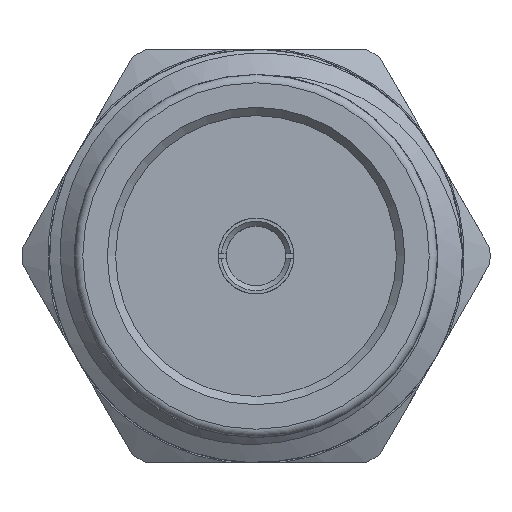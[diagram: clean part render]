
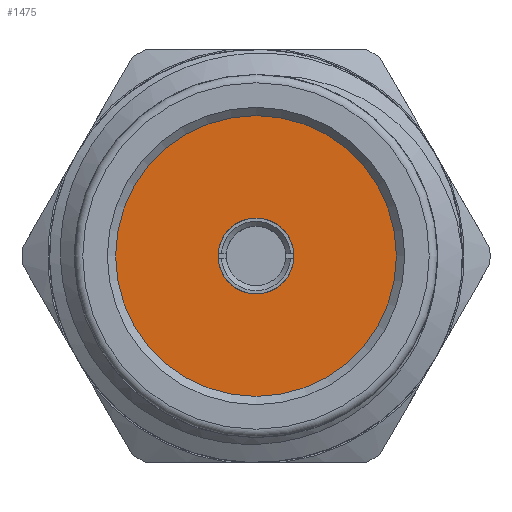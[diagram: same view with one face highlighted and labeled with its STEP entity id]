
A CAD part, left-side view. The second image highlights one B-rep face of the part: STEP entity #1475.
In plain terms, the highlighted planar face has unit normal (-1, 0, 0).
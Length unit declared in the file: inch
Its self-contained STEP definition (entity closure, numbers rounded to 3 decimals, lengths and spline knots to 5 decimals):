
#131 = CARTESIAN_POINT ( 'NONE',  ( 0.075, 0., 0. ) ) ;
#184 = CARTESIAN_POINT ( 'NONE',  ( 0.075, 0., 0. ) ) ;
#199 = CIRCLE ( 'NONE', #1197, 0.023 ) ;
#779 = DIRECTION ( 'NONE',  ( -1., 0., 0. ) ) ;
#847 = AXIS2_PLACEMENT_3D ( 'NONE', #184, #779, #2135 ) ;
#1135 = CARTESIAN_POINT ( 'NONE',  ( 0.075, 0., 0.085 ) ) ;
#1197 = AXIS2_PLACEMENT_3D ( 'NONE', #131, #2659, #1294 ) ;
#1294 = DIRECTION ( 'NONE',  ( 0., 0., 1. ) ) ;
#1354 = FACE_OUTER_BOUND ( 'NONE', #2593, .T. ) ;
#1368 = AXIS2_PLACEMENT_3D ( 'NONE', #2840, #1745, #2821 ) ;
#1475 = ADVANCED_FACE ( 'NONE', ( #3324, #1354 ), #2971, .T. ) ;
#1683 = VERTEX_POINT ( 'NONE', #2499 ) ;
#1745 = DIRECTION ( 'NONE',  ( -1., 0., 0. ) ) ;
#2036 = EDGE_LOOP ( 'NONE', ( #2513 ) ) ;
#2135 = DIRECTION ( 'NONE',  ( 0., 0., 1. ) ) ;
#2394 = ORIENTED_EDGE ( 'NONE', *, *, #3301, .T. ) ;
#2499 = CARTESIAN_POINT ( 'NONE',  ( 0.075, 0., 0.023 ) ) ;
#2513 = ORIENTED_EDGE ( 'NONE', *, *, #2917, .F. ) ;
#2593 = EDGE_LOOP ( 'NONE', ( #2394 ) ) ;
#2659 = DIRECTION ( 'NONE',  ( -1., 0., 0. ) ) ;
#2821 = DIRECTION ( 'NONE',  ( 0., 0., 1. ) ) ;
#2840 = CARTESIAN_POINT ( 'NONE',  ( 0.075, 0., 0. ) ) ;
#2917 = EDGE_CURVE ( 'NONE', #1683, #1683, #199, .T. ) ;
#2971 = PLANE ( 'NONE',  #847 ) ;
#3072 = VERTEX_POINT ( 'NONE', #1135 ) ;
#3130 = CIRCLE ( 'NONE', #1368, 0.085 ) ;
#3301 = EDGE_CURVE ( 'NONE', #3072, #3072, #3130, .T. ) ;
#3324 = FACE_BOUND ( 'NONE', #2036, .T. ) ;
